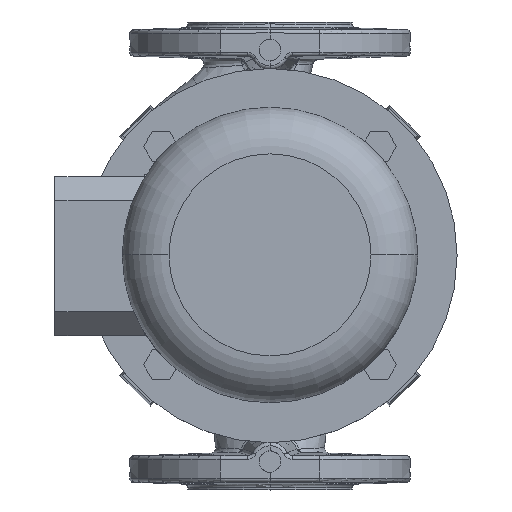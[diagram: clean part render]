
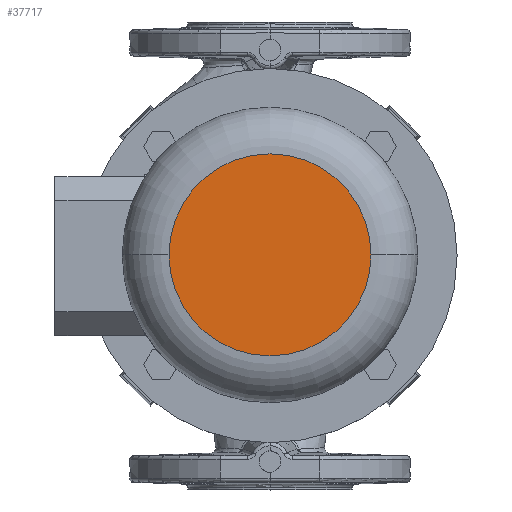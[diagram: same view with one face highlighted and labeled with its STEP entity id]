
A CAD part, top view. The second image highlights one B-rep face of the part: STEP entity #37717.
In plain terms, the highlighted planar face has unit normal (0, 0, 1).
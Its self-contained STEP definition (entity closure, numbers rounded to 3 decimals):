
#351 = EDGE_CURVE ( 'NONE', #37405, #37406, #43525, .T. ) ;
#3118 = DIRECTION ( 'NONE',  ( -1., 0., 0. ) ) ;
#3120 = DIRECTION ( 'NONE',  ( 0., 0., 1. ) ) ;
#3122 = CARTESIAN_POINT ( 'NONE',  ( 0., 0., 336.5 ) ) ;
#18436 = EDGE_LOOP ( 'NONE', ( #40853, #40854 ) ) ;
#23350 = CARTESIAN_POINT ( 'NONE',  ( 0., 0., 336.5 ) ) ;
#23351 = DIRECTION ( 'NONE',  ( 0., 0., 1. ) ) ;
#23352 = DIRECTION ( 'NONE',  ( -1., 0., 0. ) ) ;
#24299 = CARTESIAN_POINT ( 'NONE',  ( -54., 0., 336.5 ) ) ;
#24300 = CARTESIAN_POINT ( 'NONE',  ( 54., 0., 336.5 ) ) ;
#24473 = CARTESIAN_POINT ( 'NONE',  ( -54., 0., 336.5 ) ) ;
#24476 = FACE_OUTER_BOUND ( 'NONE', #18436, .T. ) ;
#24477 = PLANE ( 'NONE',  #29430 ) ;
#24480 = DIRECTION ( 'NONE',  ( 0., 0., 1. ) ) ;
#24481 = DIRECTION ( 'NONE',  ( -1., 0., 0. ) ) ;
#28510 = AXIS2_PLACEMENT_3D ( 'NONE', #23350, #23351, #23352 ) ;
#28513 = CIRCLE ( 'NONE', #28510, 54. ) ;
#29430 = AXIS2_PLACEMENT_3D ( 'NONE', #24473, #24480, #24481 ) ;
#37405 = VERTEX_POINT ( 'NONE', #24299 ) ;
#37406 = VERTEX_POINT ( 'NONE', #24300 ) ;
#37717 = ADVANCED_FACE ( 'NONE', ( #24476 ), #24477, .T. ) ;
#40853 = ORIENTED_EDGE ( 'NONE', *, *, #351, .T. ) ;
#40854 = ORIENTED_EDGE ( 'NONE', *, *, #43079, .T. ) ;
#43079 = EDGE_CURVE ( 'NONE', #37406, #37405, #28513, .T. ) ;
#43519 = AXIS2_PLACEMENT_3D ( 'NONE', #3122, #3120, #3118 ) ;
#43525 = CIRCLE ( 'NONE', #43519, 54. ) ;
